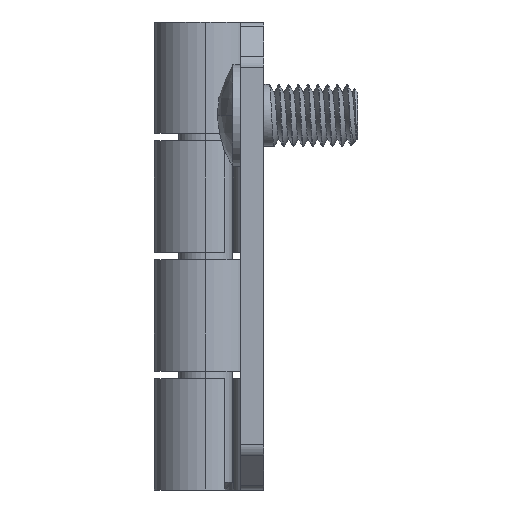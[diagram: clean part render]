
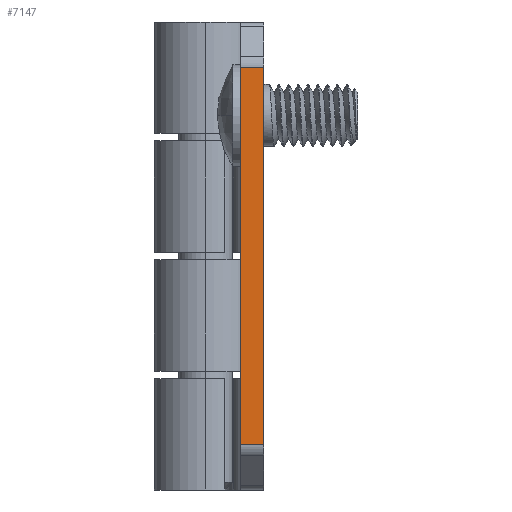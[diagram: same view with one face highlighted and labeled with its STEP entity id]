
A CAD part, left-side view. The second image highlights one B-rep face of the part: STEP entity #7147.
In plain terms, the highlighted planar face has unit normal (-1, 0, 0).
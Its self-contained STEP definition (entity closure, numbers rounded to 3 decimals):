
#541 = VECTOR ( 'NONE', #5808, 1000. ) ;
#877 = EDGE_CURVE ( 'NONE', #3333, #3472, #2233, .T. ) ;
#878 = LINE ( 'NONE', #1559, #4344 ) ;
#1025 = DIRECTION ( 'NONE',  ( 0., 0., 1. ) ) ;
#1099 = DIRECTION ( 'NONE',  ( 0., 0., 1. ) ) ;
#1140 = DIRECTION ( 'NONE',  ( -1., 0., 0. ) ) ;
#1559 = CARTESIAN_POINT ( 'NONE',  ( -68., -4.5, 24.172 ) ) ;
#1564 = VERTEX_POINT ( 'NONE', #4350 ) ;
#1626 = CARTESIAN_POINT ( 'NONE',  ( -68., -7.5, 24.172 ) ) ;
#1708 = DIRECTION ( 'NONE',  ( 0., -1., 0. ) ) ;
#2199 = VERTEX_POINT ( 'NONE', #1626 ) ;
#2233 = LINE ( 'NONE', #6863, #2503 ) ;
#2326 = ORIENTED_EDGE ( 'NONE', *, *, #5114, .F. ) ;
#2434 = ORIENTED_EDGE ( 'NONE', *, *, #5715, .T. ) ;
#2503 = VECTOR ( 'NONE', #1708, 1000. ) ;
#3030 = LINE ( 'NONE', #5201, #541 ) ;
#3281 = LINE ( 'NONE', #3965, #4066 ) ;
#3333 = VERTEX_POINT ( 'NONE', #5677 ) ;
#3358 = PLANE ( 'NONE',  #6267 ) ;
#3404 = EDGE_LOOP ( 'NONE', ( #2434, #5312, #2326, #6146 ) ) ;
#3472 = VERTEX_POINT ( 'NONE', #5376 ) ;
#3965 = CARTESIAN_POINT ( 'NONE',  ( -68., -4.5, -30. ) ) ;
#4066 = VECTOR ( 'NONE', #1099, 1000. ) ;
#4344 = VECTOR ( 'NONE', #7252, 1000. ) ;
#4350 = CARTESIAN_POINT ( 'NONE',  ( -68., -4.5, 24.172 ) ) ;
#5114 = EDGE_CURVE ( 'NONE', #3333, #1564, #3281, .T. ) ;
#5201 = CARTESIAN_POINT ( 'NONE',  ( -68., -7.5, -30. ) ) ;
#5312 = ORIENTED_EDGE ( 'NONE', *, *, #6973, .T. ) ;
#5376 = CARTESIAN_POINT ( 'NONE',  ( -68., -7.5, -24.172 ) ) ;
#5677 = CARTESIAN_POINT ( 'NONE',  ( -68., -4.5, -24.172 ) ) ;
#5715 = EDGE_CURVE ( 'NONE', #3472, #2199, #3030, .T. ) ;
#5808 = DIRECTION ( 'NONE',  ( 0., 0., 1. ) ) ;
#6146 = ORIENTED_EDGE ( 'NONE', *, *, #877, .T. ) ;
#6267 = AXIS2_PLACEMENT_3D ( 'NONE', #6866, #1140, #1025 ) ;
#6863 = CARTESIAN_POINT ( 'NONE',  ( -68., -4.5, -24.172 ) ) ;
#6866 = CARTESIAN_POINT ( 'NONE',  ( -68., -4.5, -30. ) ) ;
#6973 = EDGE_CURVE ( 'NONE', #2199, #1564, #878, .T. ) ;
#7147 = ADVANCED_FACE ( 'NONE', ( #7330 ), #3358, .T. ) ;
#7252 = DIRECTION ( 'NONE',  ( 0., 1., 0. ) ) ;
#7330 = FACE_OUTER_BOUND ( 'NONE', #3404, .T. ) ;
